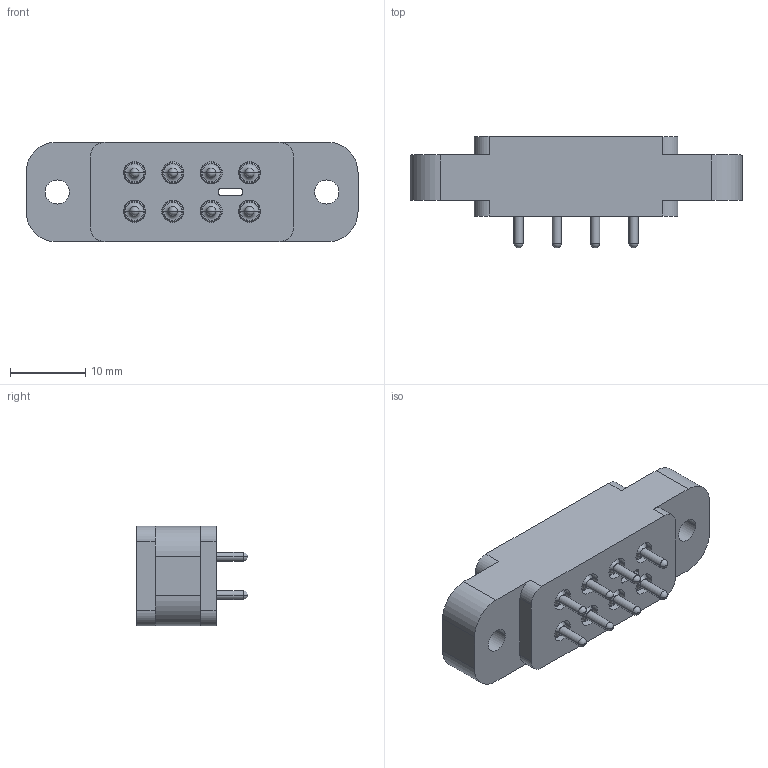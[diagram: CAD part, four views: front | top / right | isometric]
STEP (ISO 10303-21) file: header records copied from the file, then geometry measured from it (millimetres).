
FILE_DESCRIPTION((''),'2;1');
FILE_NAME('00150081802','2020-08-18T',('presta_be4'),(''),'CREO PARAMETRIC BY PTC INC, 2018360','CREO PARAMETRIC BY PTC INC, 2018360','');
FILE_SCHEMA(('CONFIG_CONTROL_DESIGN'));
Length unit declared in the file: millimetre
Products named in the file (1): 00150081802
Bounding box: 44 x 14.8 x 13.2 mm (x, y, z)
Volume: 4587.6 mm3; surface area: 4285.1 mm2
Topology: 1 solids, 1 shells, 733 faces, 1935 edges, 1240 vertices
Faces by surface type: plane 423, cylinder 150, cone 86, torus 58, sphere 16
Entity records: 22913 total; most frequent: CARTESIAN_POINT 4648, ORIENTED_EDGE 3806, DIRECTION 3803, EDGE_CURVE 1903, AXIS2_PLACEMENT_3D 1319, VERTEX_POINT 1240, VECTOR 1165, LINE 1165
